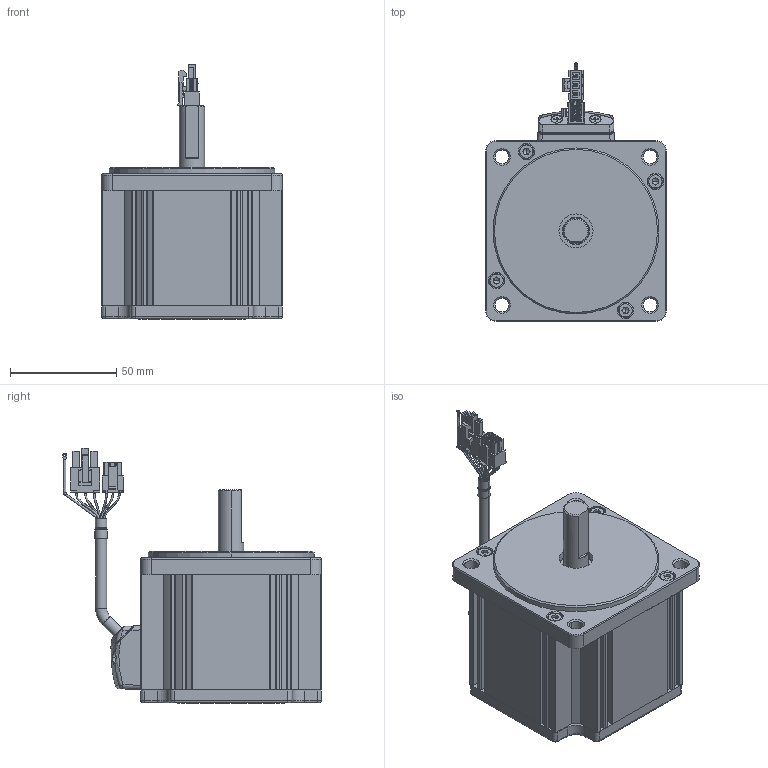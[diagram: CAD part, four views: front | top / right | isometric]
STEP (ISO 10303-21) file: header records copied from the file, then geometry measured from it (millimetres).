
FILE_DESCRIPTION((''),'2;1');
FILE_NAME('85BL400H2-1','2023-12-18T19:03:58',('TQ01065'),(''),'CREO PARAMETRIC BY PTC INC, 2018100','CREO PARAMETRIC BY PTC INC, 2018100','');
FILE_SCHEMA(('CONFIG_CONTROL_DESIGN'));
Length unit declared in the file: millimetre
Products named in the file (1): 85BL400H2-1
Bounding box: 85 x 121.66 x 119.9 mm (x, y, z)
Surface area: 86180.2 mm2 (no closed solid volume)
Topology: 0 solids, 61 shells, 701 faces, 2788 edges, 2092 vertices
Faces by surface type: plane 344, cylinder 194, bspline 59, torus 55, cone 37, sphere 12
Entity records: 35224 total; most frequent: CARTESIAN_POINT 12767, DIRECTION 4573, ORIENTED_EDGE 4018, EDGE_CURVE 2780, VERTEX_POINT 2092, VECTOR 1781, LINE 1781, AXIS2_PLACEMENT_3D 1396
